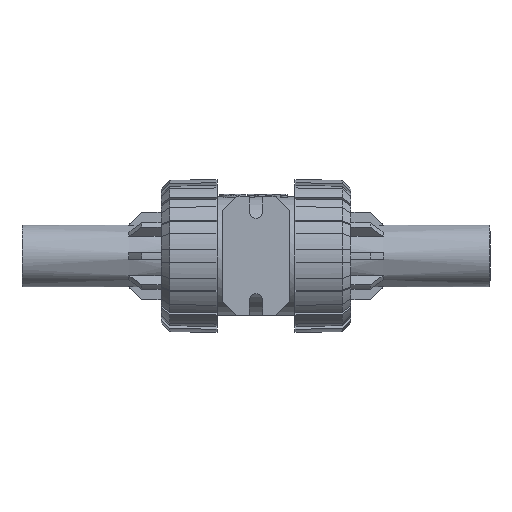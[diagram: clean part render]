
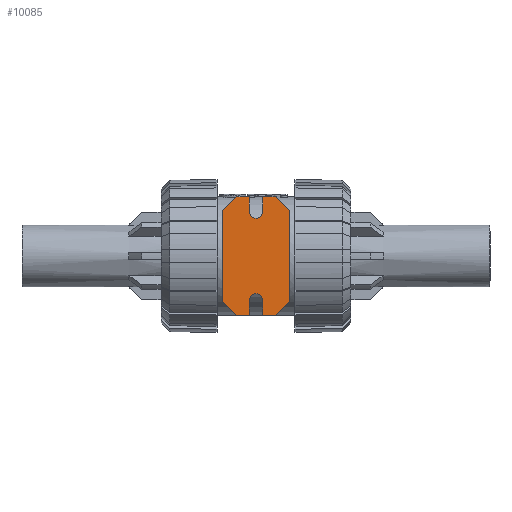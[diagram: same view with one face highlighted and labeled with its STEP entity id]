
A CAD part, front view. The second image highlights one B-rep face of the part: STEP entity #10085.
In plain terms, the highlighted planar face has unit normal (0, -1, 0).
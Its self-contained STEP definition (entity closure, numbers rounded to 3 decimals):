
#936=CIRCLE('',#11002,2.7);
#937=CIRCLE('',#11011,2.7);
#1167=PLANE('',#11015);
#1723=FACE_OUTER_BOUND('',#2276,.T.);
#2276=EDGE_LOOP('',(#9128,#9129,#9130,#9131,#9132,#9133,#9134,#9135,#9136,
#9137,#9138,#9139,#9140,#9141,#9142,#9143));
#2878=LINE('',#19160,#3549);
#2930=LINE('',#19275,#3601);
#2932=LINE('',#19279,#3603);
#2934=LINE('',#19283,#3605);
#2937=LINE('',#19291,#3608);
#2939=LINE('',#19295,#3610);
#2941=LINE('',#19299,#3612);
#2943=LINE('',#19303,#3614);
#2945=LINE('',#19307,#3616);
#2947=LINE('',#19311,#3618);
#2949=LINE('',#19315,#3620);
#2952=LINE('',#19323,#3623);
#2954=LINE('',#19327,#3625);
#2955=LINE('',#19329,#3626);
#3549=VECTOR('',#13241,1.);
#3601=VECTOR('',#13349,1.);
#3603=VECTOR('',#13353,1.);
#3605=VECTOR('',#13357,1.);
#3608=VECTOR('',#13366,1.);
#3610=VECTOR('',#13370,1.);
#3612=VECTOR('',#13374,1.);
#3614=VECTOR('',#13378,1.);
#3616=VECTOR('',#13382,1.);
#3618=VECTOR('',#13386,1.);
#3620=VECTOR('',#13390,1.);
#3623=VECTOR('',#13399,1.);
#3625=VECTOR('',#13403,1.);
#3626=VECTOR('',#13406,1.);
#4719=VERTEX_POINT('',#19157);
#4720=VERTEX_POINT('',#19159);
#4755=VERTEX_POINT('',#19273);
#4756=VERTEX_POINT('',#19277);
#4757=VERTEX_POINT('',#19281);
#4758=VERTEX_POINT('',#19285);
#4759=VERTEX_POINT('',#19289);
#4760=VERTEX_POINT('',#19293);
#4761=VERTEX_POINT('',#19297);
#4762=VERTEX_POINT('',#19301);
#4763=VERTEX_POINT('',#19305);
#4764=VERTEX_POINT('',#19309);
#4765=VERTEX_POINT('',#19313);
#4766=VERTEX_POINT('',#19317);
#4767=VERTEX_POINT('',#19321);
#4768=VERTEX_POINT('',#19325);
#6164=EDGE_CURVE('',#4720,#4719,#2878,.T.);
#6222=EDGE_CURVE('',#4719,#4755,#2930,.T.);
#6224=EDGE_CURVE('',#4755,#4756,#2932,.T.);
#6226=EDGE_CURVE('',#4756,#4757,#2934,.T.);
#6228=EDGE_CURVE('',#4757,#4758,#936,.T.);
#6230=EDGE_CURVE('',#4758,#4759,#2937,.T.);
#6232=EDGE_CURVE('',#4759,#4760,#2939,.T.);
#6234=EDGE_CURVE('',#4760,#4761,#2941,.T.);
#6236=EDGE_CURVE('',#4761,#4762,#2943,.T.);
#6238=EDGE_CURVE('',#4762,#4763,#2945,.T.);
#6240=EDGE_CURVE('',#4763,#4764,#2947,.T.);
#6242=EDGE_CURVE('',#4764,#4765,#2949,.T.);
#6244=EDGE_CURVE('',#4765,#4766,#937,.T.);
#6246=EDGE_CURVE('',#4766,#4767,#2952,.T.);
#6248=EDGE_CURVE('',#4767,#4768,#2954,.T.);
#6249=EDGE_CURVE('',#4768,#4720,#2955,.T.);
#9128=ORIENTED_EDGE('',*,*,#6164,.T.);
#9129=ORIENTED_EDGE('',*,*,#6222,.T.);
#9130=ORIENTED_EDGE('',*,*,#6224,.T.);
#9131=ORIENTED_EDGE('',*,*,#6226,.T.);
#9132=ORIENTED_EDGE('',*,*,#6228,.T.);
#9133=ORIENTED_EDGE('',*,*,#6230,.T.);
#9134=ORIENTED_EDGE('',*,*,#6232,.T.);
#9135=ORIENTED_EDGE('',*,*,#6234,.T.);
#9136=ORIENTED_EDGE('',*,*,#6236,.T.);
#9137=ORIENTED_EDGE('',*,*,#6238,.T.);
#9138=ORIENTED_EDGE('',*,*,#6240,.T.);
#9139=ORIENTED_EDGE('',*,*,#6242,.T.);
#9140=ORIENTED_EDGE('',*,*,#6244,.T.);
#9141=ORIENTED_EDGE('',*,*,#6246,.T.);
#9142=ORIENTED_EDGE('',*,*,#6248,.T.);
#9143=ORIENTED_EDGE('',*,*,#6249,.T.);
#10085=ADVANCED_FACE('',(#1723),#1167,.F.);
#11002=AXIS2_PLACEMENT_3D('',#19287,#13361,#13362);
#11011=AXIS2_PLACEMENT_3D('',#19319,#13394,#13395);
#11015=AXIS2_PLACEMENT_3D('',#19330,#13407,#13408);
#13241=DIRECTION('',(0.,0.,-1.));
#13349=DIRECTION('',(0.707,0.,-0.707));
#13353=DIRECTION('',(1.,0.,0.));
#13357=DIRECTION('',(0.,0.,1.));
#13361=DIRECTION('center_axis',(0.,1.,0.));
#13362=DIRECTION('ref_axis',(-1.,0.,0.));
#13366=DIRECTION('',(0.,0.,-1.));
#13370=DIRECTION('',(1.,0.,0.));
#13374=DIRECTION('',(0.707,0.,0.707));
#13378=DIRECTION('',(0.,0.,1.));
#13382=DIRECTION('',(-0.707,0.,0.707));
#13386=DIRECTION('',(-1.,0.,0.));
#13390=DIRECTION('',(0.,0.,-1.));
#13394=DIRECTION('center_axis',(0.,1.,0.));
#13395=DIRECTION('ref_axis',(1.,0.,0.));
#13399=DIRECTION('',(0.,0.,1.));
#13403=DIRECTION('',(-1.,0.,0.));
#13406=DIRECTION('',(-0.707,0.,-0.707));
#13407=DIRECTION('center_axis',(0.,1.,0.));
#13408=DIRECTION('ref_axis',(1.,0.,0.));
#19157=CARTESIAN_POINT('',(-13.5,-40.,-18.2));
#19159=CARTESIAN_POINT('',(-13.5,-40.,18.2));
#19160=CARTESIAN_POINT('',(-13.5,-40.,0.));
#19273=CARTESIAN_POINT('',(-7.7,-40.,-24.));
#19275=CARTESIAN_POINT('',(-13.5,-40.,-18.2));
#19277=CARTESIAN_POINT('',(-2.7,-40.,-24.));
#19279=CARTESIAN_POINT('',(-7.7,-40.,-24.));
#19281=CARTESIAN_POINT('',(-2.7,-40.,-18.));
#19283=CARTESIAN_POINT('',(-2.7,-40.,-24.));
#19285=CARTESIAN_POINT('',(2.7,-40.,-18.));
#19287=CARTESIAN_POINT('Origin',(0.,-40.,-18.));
#19289=CARTESIAN_POINT('',(2.7,-40.,-24.));
#19291=CARTESIAN_POINT('',(2.7,-40.,-18.));
#19293=CARTESIAN_POINT('',(7.7,-40.,-24.));
#19295=CARTESIAN_POINT('',(2.7,-40.,-24.));
#19297=CARTESIAN_POINT('',(13.5,-40.,-18.2));
#19299=CARTESIAN_POINT('',(7.7,-40.,-24.));
#19301=CARTESIAN_POINT('',(13.5,-40.,18.2));
#19303=CARTESIAN_POINT('',(13.5,-40.,-18.2));
#19305=CARTESIAN_POINT('',(7.7,-40.,24.));
#19307=CARTESIAN_POINT('',(13.5,-40.,18.2));
#19309=CARTESIAN_POINT('',(2.7,-40.,24.));
#19311=CARTESIAN_POINT('',(7.7,-40.,24.));
#19313=CARTESIAN_POINT('',(2.7,-40.,18.));
#19315=CARTESIAN_POINT('',(2.7,-40.,24.));
#19317=CARTESIAN_POINT('',(-2.7,-40.,18.));
#19319=CARTESIAN_POINT('Origin',(0.,-40.,18.));
#19321=CARTESIAN_POINT('',(-2.7,-40.,24.));
#19323=CARTESIAN_POINT('',(-2.7,-40.,18.));
#19325=CARTESIAN_POINT('',(-7.7,-40.,24.));
#19327=CARTESIAN_POINT('',(-2.7,-40.,24.));
#19329=CARTESIAN_POINT('',(-7.7,-40.,24.));
#19330=CARTESIAN_POINT('Origin',(0.,-40.,0.));
